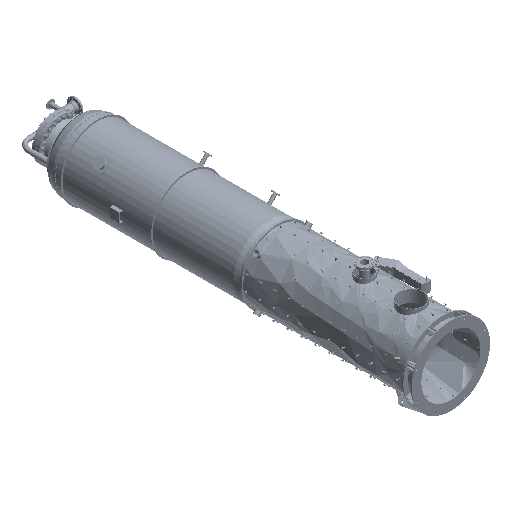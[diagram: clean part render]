
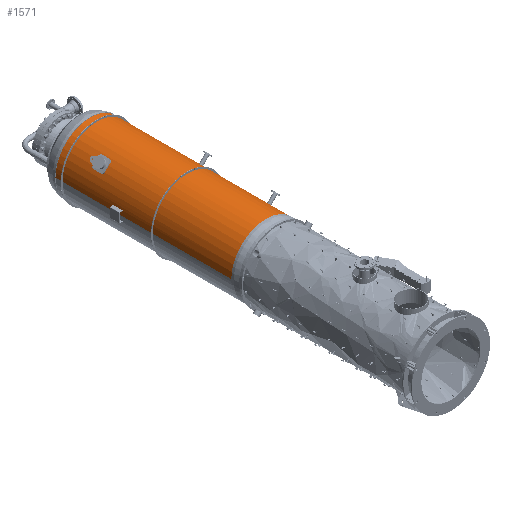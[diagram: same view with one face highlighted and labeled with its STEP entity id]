
A CAD part, isometric view. The second image highlights one B-rep face of the part: STEP entity #1571.
In plain terms, the highlighted free-form (B-spline) face has degree [2, 1] with [5, 2] control points.
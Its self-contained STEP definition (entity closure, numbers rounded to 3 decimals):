
#1571 = ADVANCED_FACE('',(#1572),#1608,.T.);
#1572 = FACE_BOUND('',#1573,.T.);
#1573 = EDGE_LOOP('',(#1574,#1586,#1593,#1603));
#1574 = ORIENTED_EDGE('',*,*,#1575,.T.);
#1575 = EDGE_CURVE('',#1576,#1578,#1580,.T.);
#1576 = VERTEX_POINT('',#1577);
#1577 = CARTESIAN_POINT('',(583.73,2997.663,0.));
#1578 = VERTEX_POINT('',#1579);
#1579 = CARTESIAN_POINT('',(-583.73,2997.663,
    0.));
#1580 = ( BOUNDED_CURVE() B_SPLINE_CURVE(2,(#1581,#1582,#1583,#1584,
#1585),.UNSPECIFIED.,.F.,.F.) B_SPLINE_CURVE_WITH_KNOTS((3,2,3),(
    1.571,3.142,4.712),
.PIECEWISE_BEZIER_KNOTS.) CURVE() GEOMETRIC_REPRESENTATION_ITEM() 
RATIONAL_B_SPLINE_CURVE((1.,0.707,1.,0.707,1.)) 
REPRESENTATION_ITEM('') );
#1581 = CARTESIAN_POINT('',(583.73,2997.663,
    0.));
#1582 = CARTESIAN_POINT('',(583.73,2997.663,
    583.73));
#1583 = CARTESIAN_POINT('',(0.,2997.663,
    583.73));
#1584 = CARTESIAN_POINT('',(-583.73,2997.663,
    583.73));
#1585 = CARTESIAN_POINT('',(-583.73,2997.663,
    0.));
#1586 = ORIENTED_EDGE('',*,*,#1587,.T.);
#1587 = EDGE_CURVE('',#1578,#1588,#1590,.T.);
#1588 = VERTEX_POINT('',#1589);
#1589 = CARTESIAN_POINT('',(-583.73,41.925,
    0.));
#1590 = B_SPLINE_CURVE_WITH_KNOTS('',1,(#1591,#1592),.UNSPECIFIED.,.F.,
  .F.,(2,2),(2049.781,5715.781),
  .PIECEWISE_BEZIER_KNOTS.);
#1591 = CARTESIAN_POINT('',(-583.73,2997.663,
    0.));
#1592 = CARTESIAN_POINT('',(-583.73,41.925,
    0.));
#1593 = ORIENTED_EDGE('',*,*,#1594,.T.);
#1594 = EDGE_CURVE('',#1588,#1595,#1597,.T.);
#1595 = VERTEX_POINT('',#1596);
#1596 = CARTESIAN_POINT('',(583.73,41.925,0.));
#1597 = ( BOUNDED_CURVE() B_SPLINE_CURVE(2,(#1598,#1599,#1600,#1601,
#1602),.UNSPECIFIED.,.F.,.F.) B_SPLINE_CURVE_WITH_KNOTS((3,2,3),(
    3.142,4.712,6.283),
.PIECEWISE_BEZIER_KNOTS.) CURVE() GEOMETRIC_REPRESENTATION_ITEM() 
RATIONAL_B_SPLINE_CURVE((1.,0.707,1.,0.707,1.)) 
REPRESENTATION_ITEM('') );
#1598 = CARTESIAN_POINT('',(-583.73,41.925,
    0.));
#1599 = CARTESIAN_POINT('',(-583.73,41.925,
    583.73));
#1600 = CARTESIAN_POINT('',(0.,41.925,
    583.73));
#1601 = CARTESIAN_POINT('',(583.73,41.925,
    583.73));
#1602 = CARTESIAN_POINT('',(583.73,41.925,
    0.));
#1603 = ORIENTED_EDGE('',*,*,#1604,.F.);
#1604 = EDGE_CURVE('',#1576,#1595,#1605,.T.);
#1605 = B_SPLINE_CURVE_WITH_KNOTS('',1,(#1606,#1607),.UNSPECIFIED.,.F.,
  .F.,(2,2),(2049.781,5715.781),
  .PIECEWISE_BEZIER_KNOTS.);
#1606 = CARTESIAN_POINT('',(583.73,2997.663,0.));
#1607 = CARTESIAN_POINT('',(583.73,41.925,0.));
#1608 = ( BOUNDED_SURFACE() B_SPLINE_SURFACE(2,1,(
    (#1609,#1610)
    ,(#1611,#1612)
    ,(#1613,#1614)
    ,(#1615,#1616)
    ,(#1617,#1618
)),.UNSPECIFIED.,.F.,.F.,.F.) B_SPLINE_SURFACE_WITH_KNOTS((3,2,3),(2,2),
  (0.,1.571,3.142),(2049.781,
    5715.781),.PIECEWISE_BEZIER_KNOTS.) 
GEOMETRIC_REPRESENTATION_ITEM() RATIONAL_B_SPLINE_SURFACE((
    (1.,1.)
    ,(0.707,0.707)
    ,(1.,1.)
    ,(0.707,0.707)
,(1.,1.))) REPRESENTATION_ITEM('') SURFACE() );
#1609 = CARTESIAN_POINT('',(583.73,2997.663,0.));
#1610 = CARTESIAN_POINT('',(583.73,41.925,0.));
#1611 = CARTESIAN_POINT('',(583.73,2997.663,
    583.73));
#1612 = CARTESIAN_POINT('',(583.73,41.925,
    583.73));
#1613 = CARTESIAN_POINT('',(0.,2997.663,
    583.73));
#1614 = CARTESIAN_POINT('',(0.,41.925,
    583.73));
#1615 = CARTESIAN_POINT('',(-583.73,2997.663,
    583.73));
#1616 = CARTESIAN_POINT('',(-583.73,41.925,
    583.73));
#1617 = CARTESIAN_POINT('',(-583.73,2997.663,
    0.));
#1618 = CARTESIAN_POINT('',(-583.73,41.925,
    0.));
